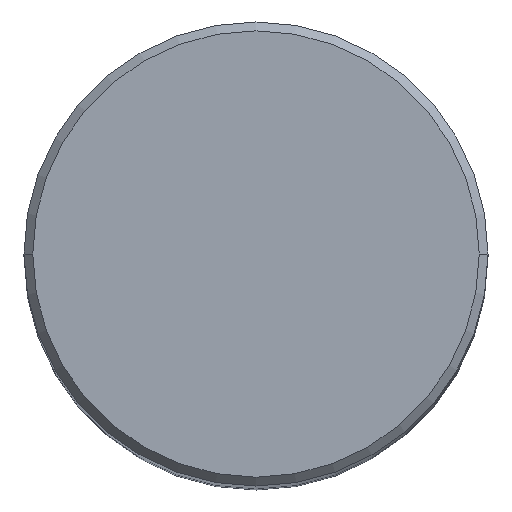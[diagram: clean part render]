
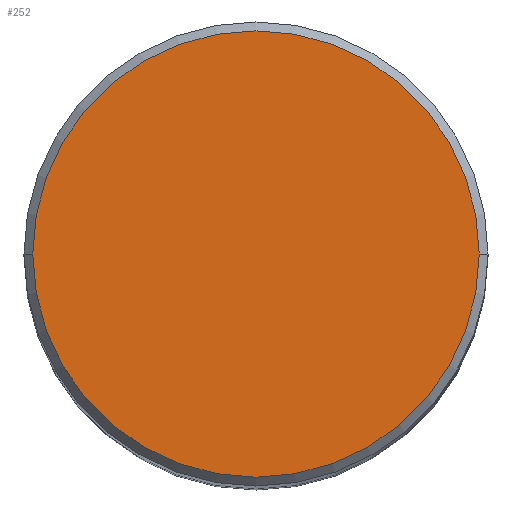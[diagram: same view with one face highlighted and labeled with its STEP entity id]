
A CAD part, top view. The second image highlights one B-rep face of the part: STEP entity #252.
In plain terms, the highlighted planar face has unit normal (0, 0, 1).
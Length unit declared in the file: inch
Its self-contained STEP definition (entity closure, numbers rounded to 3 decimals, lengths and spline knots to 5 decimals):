
#10 = CARTESIAN_POINT ( 'NONE',  ( 0., 0., 4.09449 ) ) ;
#12 = DIRECTION ( 'NONE',  ( 1., 0., 0. ) ) ;
#18 = CARTESIAN_POINT ( 'NONE',  ( 0., 0., 4.09449 ) ) ;
#28 = VERTEX_POINT ( 'NONE', #140 ) ;
#58 = DIRECTION ( 'NONE',  ( 0., 0., 1. ) ) ;
#62 = AXIS2_PLACEMENT_3D ( 'NONE', #18, #291, #268 ) ;
#90 = EDGE_LOOP ( 'NONE', ( #249, #200 ) ) ;
#118 = PLANE ( 'NONE',  #180 ) ;
#140 = CARTESIAN_POINT ( 'NONE',  ( 0.3787, 0., 4.09449 ) ) ;
#144 = CARTESIAN_POINT ( 'NONE',  ( 0., 0., 4.09449 ) ) ;
#151 = CARTESIAN_POINT ( 'NONE',  ( -0.3787, 0., 4.09449 ) ) ;
#157 = CIRCLE ( 'NONE', #62, 0.3787 ) ;
#180 = AXIS2_PLACEMENT_3D ( 'NONE', #144, #58, #190 ) ;
#190 = DIRECTION ( 'NONE',  ( 1., 0., 0. ) ) ;
#193 = EDGE_CURVE ( 'NONE', #227, #28, #157, .T. ) ;
#200 = ORIENTED_EDGE ( 'NONE', *, *, #286, .T. ) ;
#207 = DIRECTION ( 'NONE',  ( 0., 0., 1. ) ) ;
#227 = VERTEX_POINT ( 'NONE', #151 ) ;
#239 = FACE_OUTER_BOUND ( 'NONE', #90, .T. ) ;
#245 = CIRCLE ( 'NONE', #279, 0.3787 ) ;
#249 = ORIENTED_EDGE ( 'NONE', *, *, #193, .T. ) ;
#252 = ADVANCED_FACE ( 'NONE', ( #239 ), #118, .T. ) ;
#268 = DIRECTION ( 'NONE',  ( 1., 0., 0. ) ) ;
#279 = AXIS2_PLACEMENT_3D ( 'NONE', #10, #207, #12 ) ;
#286 = EDGE_CURVE ( 'NONE', #28, #227, #245, .T. ) ;
#291 = DIRECTION ( 'NONE',  ( 0., 0., 1. ) ) ;
